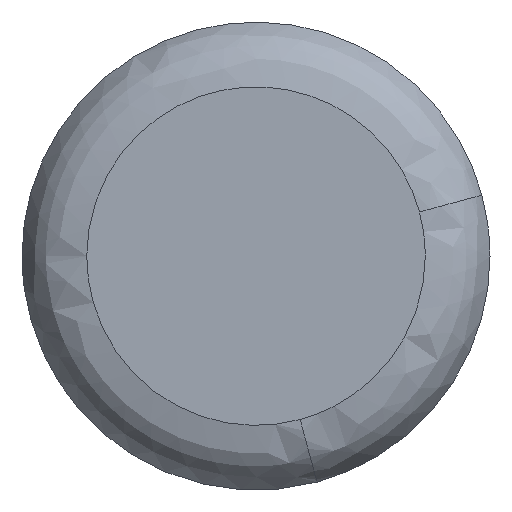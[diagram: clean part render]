
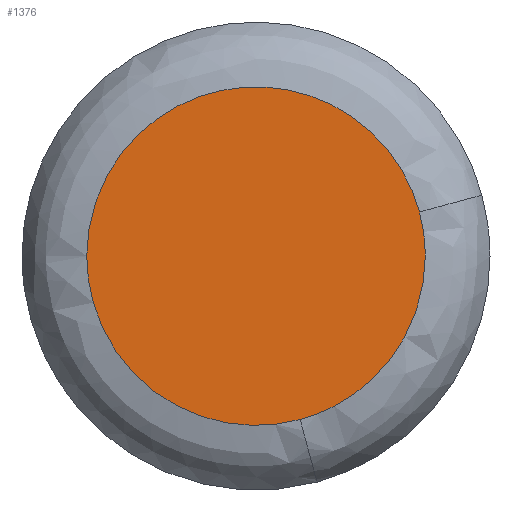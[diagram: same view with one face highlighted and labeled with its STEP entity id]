
A CAD part, top view. The second image highlights one B-rep face of the part: STEP entity #1376.
In plain terms, the highlighted free-form (B-spline) face has degree [1, 1] with [2, 2] control points.
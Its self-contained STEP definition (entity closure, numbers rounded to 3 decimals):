
#73=CARTESIAN_POINT('',(1.321,-4.888,1.5));
#74=VERTEX_POINT('',#73);
#75=CARTESIAN_POINT('',(-5.064,0.0,1.5));
#76=VERTEX_POINT('',#75);
#77=CARTESIAN_POINT('',(1.321,-4.888,1.5));
#78=CARTESIAN_POINT('',(0.672,-5.064,1.5));
#79=CARTESIAN_POINT('',(0.0,-5.064,1.5));
#80=CARTESIAN_POINT('',(-5.064,-5.064,1.5));
#81=CARTESIAN_POINT('',(-5.064,0.0,1.5));
#89=(BOUNDED_CURVE()B_SPLINE_CURVE(2,(#77,#78,#79,#80,#81),.UNSPECIFIED.,.F.,.U.)B_SPLINE_CURVE_WITH_KNOTS((3,2,3),(0.706,0.75,1.0),.UNSPECIFIED.)CURVE()GEOMETRIC_REPRESENTATION_ITEM()RATIONAL_B_SPLINE_CURVE((0.914,0.948,1.0,0.707,1.0))REPRESENTATION_ITEM(''));
#90=EDGE_CURVE('',#74,#76,#89,.T.);
#92=CARTESIAN_POINT('',(4.888,1.321,1.5));
#93=VERTEX_POINT('',#92);
#94=CARTESIAN_POINT('',(-5.064,0.0,1.5));
#95=CARTESIAN_POINT('',(-5.064,5.064,1.5));
#96=CARTESIAN_POINT('',(0.0,5.064,1.5));
#97=CARTESIAN_POINT('',(3.877,5.064,1.5));
#98=CARTESIAN_POINT('',(4.888,1.321,1.5));
#106=(BOUNDED_CURVE()B_SPLINE_CURVE(2,(#94,#95,#96,#97,#98),.UNSPECIFIED.,.F.,.U.)B_SPLINE_CURVE_WITH_KNOTS((3,2,3),(0.0,0.25,0.456),.UNSPECIFIED.)CURVE()GEOMETRIC_REPRESENTATION_ITEM()RATIONAL_B_SPLINE_CURVE((1.0,0.707,1.0,0.759,0.914))REPRESENTATION_ITEM(''));
#107=EDGE_CURVE('',#76,#93,#106,.T.);
#191=CARTESIAN_POINT('',(5.064,0.0,1.5));
#192=VERTEX_POINT('',#191);
#193=CARTESIAN_POINT('',(5.064,0.0,1.5));
#194=CARTESIAN_POINT('',(5.064,-3.877,1.5));
#195=CARTESIAN_POINT('',(1.321,-4.888,1.5));
#203=(BOUNDED_CURVE()B_SPLINE_CURVE(2,(#193,#194,#195),.UNSPECIFIED.,.F.,.U.)B_SPLINE_CURVE_WITH_KNOTS((3,3),(0.5,0.706),.UNSPECIFIED.)CURVE()GEOMETRIC_REPRESENTATION_ITEM()RATIONAL_B_SPLINE_CURVE((1.0,0.759,0.914))REPRESENTATION_ITEM(''));
#204=EDGE_CURVE('',#192,#74,#203,.T.);
#236=CARTESIAN_POINT('',(4.888,1.321,1.5));
#237=CARTESIAN_POINT('',(5.064,0.672,1.5));
#238=CARTESIAN_POINT('',(5.064,0.0,1.5));
#246=(BOUNDED_CURVE()B_SPLINE_CURVE(2,(#236,#237,#238),.UNSPECIFIED.,.F.,.U.)B_SPLINE_CURVE_WITH_KNOTS((3,3),(0.456,0.5),.UNSPECIFIED.)CURVE()GEOMETRIC_REPRESENTATION_ITEM()RATIONAL_B_SPLINE_CURVE((0.914,0.948,1.0))REPRESENTATION_ITEM(''));
#247=EDGE_CURVE('',#93,#192,#246,.T.);
#1365=CARTESIAN_POINT('',(-5.569,-5.568,1.5));
#1366=CARTESIAN_POINT('',(5.569,-5.568,1.5));
#1367=CARTESIAN_POINT('',(-5.569,5.566,1.5));
#1368=CARTESIAN_POINT('',(5.569,5.566,1.5));
#1369=B_SPLINE_SURFACE_WITH_KNOTS('',1,1,((#1365,#1367),(#1366,#1368)),.UNSPECIFIED.,.F.,.F.,.U.,(2,2),(2,2),(0.0,11.139),(0.0,11.134),.UNSPECIFIED.);
#1370=ORIENTED_EDGE('',*,*,#204,.F.);
#1371=ORIENTED_EDGE('',*,*,#247,.F.);
#1372=ORIENTED_EDGE('',*,*,#107,.F.);
#1373=ORIENTED_EDGE('',*,*,#90,.F.);
#1374=EDGE_LOOP('',(#1370,#1371,#1372,#1373));
#1375=FACE_OUTER_BOUND('',#1374,.T.);
#1376=ADVANCED_FACE('',(#1375),#1369,.T.);
